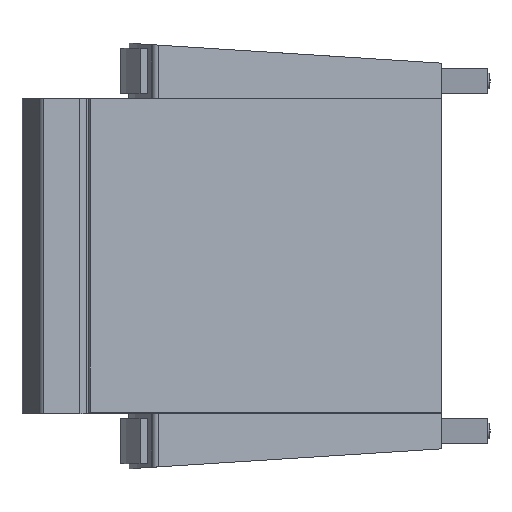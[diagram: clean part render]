
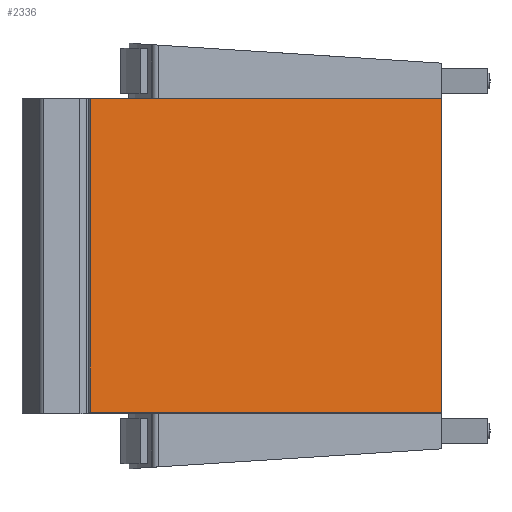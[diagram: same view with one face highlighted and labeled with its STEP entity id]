
A CAD part, left-side view. The second image highlights one B-rep face of the part: STEP entity #2336.
In plain terms, the highlighted face is planar.
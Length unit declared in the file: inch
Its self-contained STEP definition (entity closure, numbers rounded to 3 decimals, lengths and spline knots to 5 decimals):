
#199=PLANE('',#2607);
#307=FACE_OUTER_BOUND('',#448,.T.);
#448=EDGE_LOOP('',(#1896,#1897,#1898,#1899));
#649=LINE('',#3854,#841);
#652=LINE('',#3860,#844);
#655=LINE('',#3866,#847);
#658=LINE('',#3870,#850);
#841=VECTOR('',#3099,0.3937);
#844=VECTOR('',#3104,0.3937);
#847=VECTOR('',#3109,0.3937);
#850=VECTOR('',#3114,0.3937);
#1134=VERTEX_POINT('',#3851);
#1135=VERTEX_POINT('',#3853);
#1137=VERTEX_POINT('',#3859);
#1139=VERTEX_POINT('',#3865);
#1405=EDGE_CURVE('',#1135,#1134,#649,.T.);
#1408=EDGE_CURVE('',#1137,#1135,#652,.T.);
#1411=EDGE_CURVE('',#1139,#1137,#655,.T.);
#1414=EDGE_CURVE('',#1134,#1139,#658,.T.);
#1896=ORIENTED_EDGE('',*,*,#1414,.T.);
#1897=ORIENTED_EDGE('',*,*,#1411,.T.);
#1898=ORIENTED_EDGE('',*,*,#1408,.T.);
#1899=ORIENTED_EDGE('',*,*,#1405,.T.);
#2336=ADVANCED_FACE('',(#307),#199,.T.);
#2607=AXIS2_PLACEMENT_3D('',#3872,#3117,#3118);
#3099=DIRECTION('',(0.,1.,0.));
#3104=DIRECTION('',(1.,0.,0.));
#3109=DIRECTION('',(0.,-1.,0.));
#3114=DIRECTION('',(-1.,0.,0.));
#3117=DIRECTION('center_axis',(0.,0.,1.));
#3118=DIRECTION('ref_axis',(1.,0.,0.));
#3851=CARTESIAN_POINT('',(22.625,0.,0.75));
#3853=CARTESIAN_POINT('',(22.625,-25.75,0.75));
#3854=CARTESIAN_POINT('',(22.625,0.,0.75));
#3859=CARTESIAN_POINT('',(0.,-25.75,0.75));
#3860=CARTESIAN_POINT('',(22.625,-25.75,0.75));
#3865=CARTESIAN_POINT('',(0.,0.,0.75));
#3866=CARTESIAN_POINT('',(0.,-25.75,0.75));
#3870=CARTESIAN_POINT('',(0.,0.,0.75));
#3872=CARTESIAN_POINT('Origin',(11.3125,-12.875,0.75));
